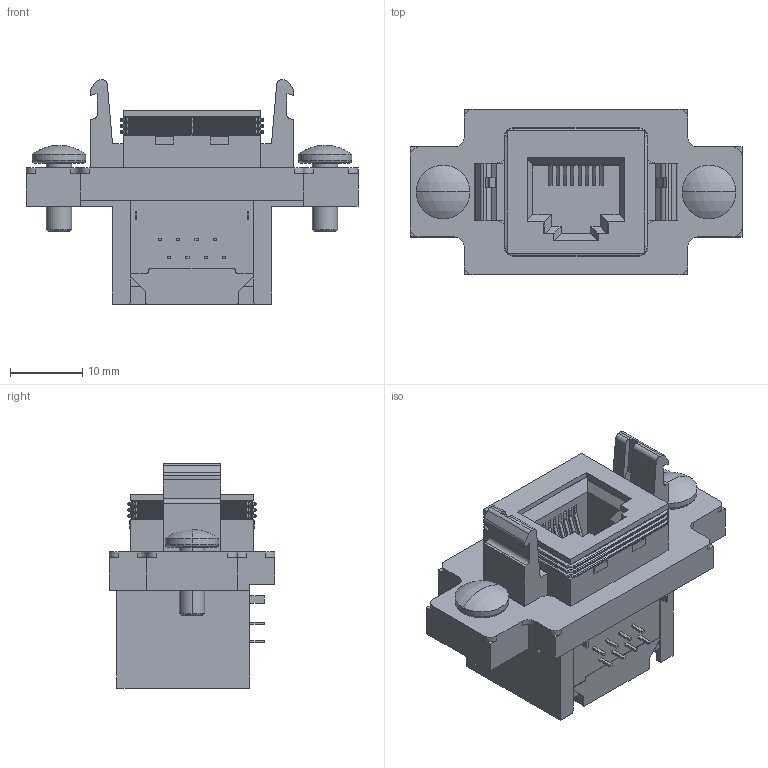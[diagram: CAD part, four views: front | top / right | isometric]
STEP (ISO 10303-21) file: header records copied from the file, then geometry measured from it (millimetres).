
FILE_DESCRIPTION (( 'STEP AP203' ), '1' );
FILE_NAME ('RPBE-01-01-X.step', '2014-10-01T15:56:20', ( '' ), ( '' ), 'SwSTEP 2.0', 'SolidWorks 2012', '' );
FILE_SCHEMA (( 'CONFIG_CONTROL_DESIGN' ));
Length unit declared in the file: millimetre
Products named in the file (1): RPBE-01-01-X
Bounding box: 46.1 x 23 x 31.15 mm (x, y, z)
Volume: 11662.5 mm3; surface area: 7046.8 mm2
Topology: 1 solids, 3 shells, 623 faces, 1603 edges, 1004 vertices
Faces by surface type: plane 391, cylinder 156, torus 44, cone 28, sphere 4
Entity records: 18768 total; most frequent: CARTESIAN_POINT 3237, DIRECTION 3225, ORIENTED_EDGE 3206, EDGE_CURVE 1603, VECTOR 1225, LINE 1225, VERTEX_POINT 1004, AXIS2_PLACEMENT_3D 1000
